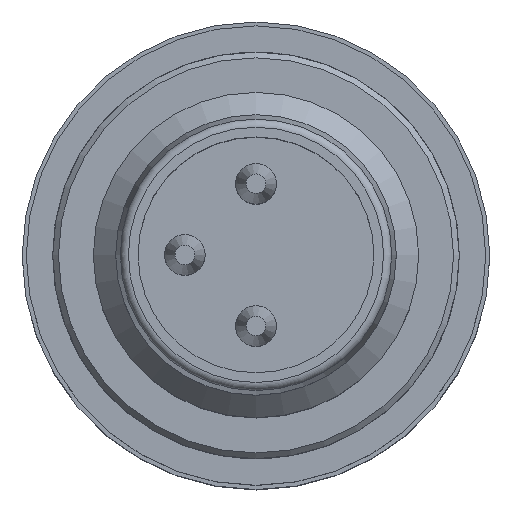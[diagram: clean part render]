
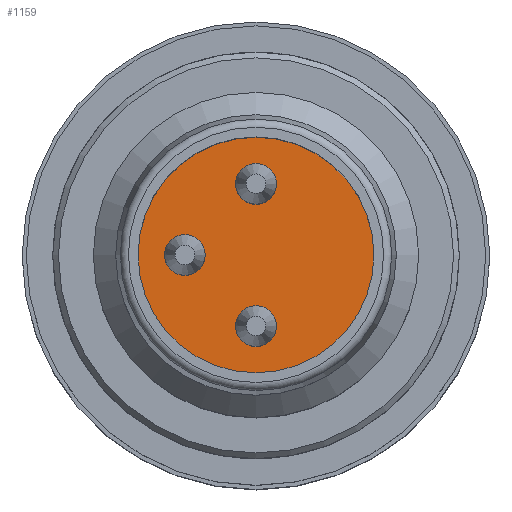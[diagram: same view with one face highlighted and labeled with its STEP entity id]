
A CAD part, top view. The second image highlights one B-rep face of the part: STEP entity #1159.
In plain terms, the highlighted planar face has unit normal (0, 0, 1).
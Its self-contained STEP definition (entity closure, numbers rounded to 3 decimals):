
#40=PLANE('',#1224);
#141=ORIENTED_EDGE('',*,*,#329,.F.);
#142=ORIENTED_EDGE('',*,*,#330,.F.);
#143=ORIENTED_EDGE('',*,*,#331,.F.);
#144=ORIENTED_EDGE('',*,*,#332,.F.);
#329=EDGE_CURVE('',#423,#423,#495,.T.);
#330=EDGE_CURVE('',#424,#424,#496,.F.);
#331=EDGE_CURVE('',#425,#425,#497,.F.);
#332=EDGE_CURVE('',#426,#426,#498,.F.);
#423=VERTEX_POINT('',#1605);
#424=VERTEX_POINT('',#1607);
#425=VERTEX_POINT('',#1609);
#426=VERTEX_POINT('',#1611);
#495=CIRCLE('',#1225,2.9);
#496=CIRCLE('',#1226,0.5);
#497=CIRCLE('',#1227,0.5);
#498=CIRCLE('',#1228,0.5);
#548=EDGE_LOOP('',(#141));
#549=EDGE_LOOP('',(#142));
#550=EDGE_LOOP('',(#143));
#551=EDGE_LOOP('',(#144));
#642=FACE_BOUND('',#548,.T.);
#643=FACE_BOUND('',#549,.T.);
#644=FACE_BOUND('',#550,.T.);
#645=FACE_BOUND('',#551,.T.);
#1159=ADVANCED_FACE('',(#642,#643,#644,#645),#40,.F.);
#1224=AXIS2_PLACEMENT_3D('',#1603,#1343,#1344);
#1225=AXIS2_PLACEMENT_3D('',#1604,#1345,#1346);
#1226=AXIS2_PLACEMENT_3D('',#1606,#1347,#1348);
#1227=AXIS2_PLACEMENT_3D('',#1608,#1349,#1350);
#1228=AXIS2_PLACEMENT_3D('',#1610,#1351,#1352);
#1343=DIRECTION('',(0.,0.,-1.));
#1344=DIRECTION('',(-1.,0.,0.));
#1345=DIRECTION('',(0.,0.,-1.));
#1346=DIRECTION('',(-1.,0.,0.));
#1347=DIRECTION('',(0.,0.,-1.));
#1348=DIRECTION('',(-1.,0.,0.));
#1349=DIRECTION('',(0.,0.,-1.));
#1350=DIRECTION('',(-1.,0.,0.));
#1351=DIRECTION('',(0.,0.,-1.));
#1352=DIRECTION('',(-1.,0.,0.));
#1603=CARTESIAN_POINT('',(0.,0.,-5.));
#1604=CARTESIAN_POINT('',(0.,0.,-5.));
#1605=CARTESIAN_POINT('',(-2.9,0.,-5.));
#1606=CARTESIAN_POINT('',(0.,1.75,-5.));
#1607=CARTESIAN_POINT('',(-0.5,1.75,-5.));
#1608=CARTESIAN_POINT('',(-1.75,0.,-5.));
#1609=CARTESIAN_POINT('',(-2.25,0.,-5.));
#1610=CARTESIAN_POINT('',(0.,-1.75,-5.));
#1611=CARTESIAN_POINT('',(-0.5,-1.75,-5.));
